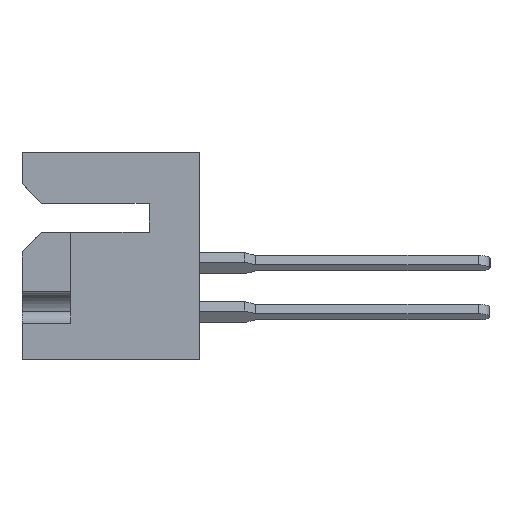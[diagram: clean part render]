
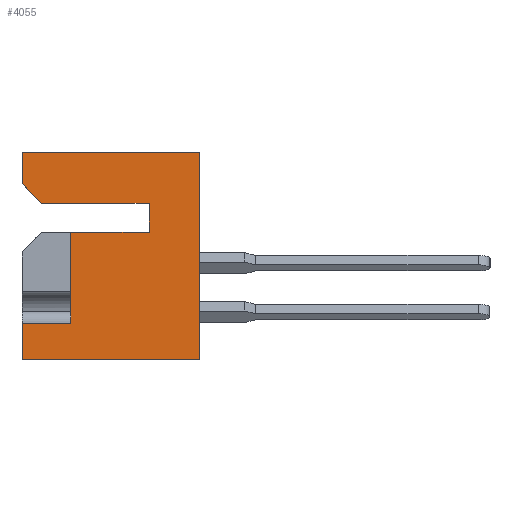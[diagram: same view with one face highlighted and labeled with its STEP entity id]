
A CAD part, left-side view. The second image highlights one B-rep face of the part: STEP entity #4055.
In plain terms, the highlighted planar face has unit normal (-1, 0, 0).
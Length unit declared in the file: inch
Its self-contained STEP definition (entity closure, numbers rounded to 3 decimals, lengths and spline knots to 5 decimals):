
#39 = CARTESIAN_POINT ( 'NONE',  ( 0., 0.128, -0.205 ) ) ;
#192 = VECTOR ( 'NONE', #10209, 39.37008 ) ;
#235 = VECTOR ( 'NONE', #9506, 39.37008 ) ;
#238 = DIRECTION ( 'NONE',  ( 0., 0., 1. ) ) ;
#287 = CARTESIAN_POINT ( 'NONE',  ( 0., 0.453, 0. ) ) ;
#317 = EDGE_CURVE ( 'NONE', #13821, #11791, #7704, .T. ) ;
#416 = LINE ( 'NONE', #12269, #15079 ) ;
#646 = CARTESIAN_POINT ( 'NONE',  ( 0., 0.453, 0. ) ) ;
#864 = DIRECTION ( 'NONE',  ( 0., -0.707, -0.707 ) ) ;
#1188 = LINE ( 'NONE', #12229, #15850 ) ;
#1424 = CARTESIAN_POINT ( 'NONE',  ( 0., 0.453, 0. ) ) ;
#1612 = LINE ( 'NONE', #14425, #2402 ) ;
#1794 = LINE ( 'NONE', #14914, #15050 ) ;
#2208 = VECTOR ( 'NONE', #5720, 39.37008 ) ;
#2402 = VECTOR ( 'NONE', #6971, 39.37008 ) ;
#2860 = EDGE_CURVE ( 'NONE', #13821, #14609, #4025, .T. ) ;
#3042 = CARTESIAN_POINT ( 'NONE',  ( 0., 0.453, 0. ) ) ;
#3158 = LINE ( 'NONE', #287, #192 ) ;
#3610 = LINE ( 'NONE', #3042, #235 ) ;
#3857 = ORIENTED_EDGE ( 'NONE', *, *, #9632, .F. ) ;
#3931 = ORIENTED_EDGE ( 'NONE', *, *, #13691, .T. ) ;
#3959 = CARTESIAN_POINT ( 'NONE',  ( 0., 0., -0.531 ) ) ;
#4025 = LINE ( 'NONE', #11631, #14725 ) ;
#4055 = ADVANCED_FACE ( 'NONE', ( #15657 ), #4694, .F. ) ;
#4200 = ORIENTED_EDGE ( 'NONE', *, *, #13788, .T. ) ;
#4528 = CARTESIAN_POINT ( 'NONE',  ( 0., 0., 0. ) ) ;
#4694 = PLANE ( 'NONE',  #15503 ) ;
#4756 = VERTEX_POINT ( 'NONE', #3959 ) ;
#4848 = VECTOR ( 'NONE', #11539, 39.37008 ) ;
#5377 = DIRECTION ( 'NONE',  ( 0., 0., 1. ) ) ;
#5427 = ORIENTED_EDGE ( 'NONE', *, *, #9556, .F. ) ;
#5720 = DIRECTION ( 'NONE',  ( 0., 1., 0. ) ) ;
#5863 = CARTESIAN_POINT ( 'NONE',  ( 0., 0.453, 0. ) ) ;
#6027 = DIRECTION ( 'NONE',  ( 0., 0., 1. ) ) ;
#6348 = CARTESIAN_POINT ( 'NONE',  ( 0., 0.328, -0.437 ) ) ;
#6766 = ORIENTED_EDGE ( 'NONE', *, *, #9910, .T. ) ;
#6971 = DIRECTION ( 'NONE',  ( 0., 1., 0. ) ) ;
#7244 = VERTEX_POINT ( 'NONE', #39 ) ;
#7465 = ORIENTED_EDGE ( 'NONE', *, *, #8888, .F. ) ;
#7634 = VERTEX_POINT ( 'NONE', #7929 ) ;
#7704 = LINE ( 'NONE', #11050, #15991 ) ;
#7738 = CARTESIAN_POINT ( 'NONE',  ( 0., 0.403, -0.131 ) ) ;
#7751 = CARTESIAN_POINT ( 'NONE',  ( 0., 0.128, -0.131 ) ) ;
#7910 = CARTESIAN_POINT ( 'NONE',  ( 0., 0.453, -0.531 ) ) ;
#7922 = VERTEX_POINT ( 'NONE', #4528 ) ;
#7929 = CARTESIAN_POINT ( 'NONE',  ( 0., 0.453, -0.081 ) ) ;
#8334 = VERTEX_POINT ( 'NONE', #7910 ) ;
#8888 = EDGE_CURVE ( 'NONE', #8334, #11791, #11322, .T. ) ;
#9045 = ORIENTED_EDGE ( 'NONE', *, *, #317, .T. ) ;
#9294 = ORIENTED_EDGE ( 'NONE', *, *, #10957, .F. ) ;
#9506 = DIRECTION ( 'NONE',  ( 0., -1., 0. ) ) ;
#9556 = EDGE_CURVE ( 'NONE', #7244, #9918, #15876, .T. ) ;
#9632 = EDGE_CURVE ( 'NONE', #16145, #7922, #3610, .T. ) ;
#9910 = EDGE_CURVE ( 'NONE', #7634, #14023, #416, .T. ) ;
#9918 = VERTEX_POINT ( 'NONE', #11002 ) ;
#10209 = DIRECTION ( 'NONE',  ( 0., 0., 1. ) ) ;
#10957 = EDGE_CURVE ( 'NONE', #7634, #16145, #3158, .T. ) ;
#11002 = CARTESIAN_POINT ( 'NONE',  ( 0., 0.128, -0.131 ) ) ;
#11050 = CARTESIAN_POINT ( 'NONE',  ( 0., 0.328, -0.437 ) ) ;
#11101 = DIRECTION ( 'NONE',  ( 0., 1., 0. ) ) ;
#11322 = LINE ( 'NONE', #1424, #4848 ) ;
#11539 = DIRECTION ( 'NONE',  ( 0., 0., 1. ) ) ;
#11631 = CARTESIAN_POINT ( 'NONE',  ( 0., 0.328, -0.205 ) ) ;
#11791 = VERTEX_POINT ( 'NONE', #11853 ) ;
#11853 = CARTESIAN_POINT ( 'NONE',  ( 0., 0.453, -0.437 ) ) ;
#11914 = VECTOR ( 'NONE', #238, 39.37008 ) ;
#12229 = CARTESIAN_POINT ( 'NONE',  ( 0., 0.453, -0.531 ) ) ;
#12269 = CARTESIAN_POINT ( 'NONE',  ( 0., 0.403, -0.131 ) ) ;
#12649 = EDGE_CURVE ( 'NONE', #7244, #14609, #1612, .T. ) ;
#12816 = CARTESIAN_POINT ( 'NONE',  ( 0., 0.328, -0.205 ) ) ;
#13049 = EDGE_CURVE ( 'NONE', #9918, #14023, #13083, .T. ) ;
#13083 = LINE ( 'NONE', #13140, #2208 ) ;
#13140 = CARTESIAN_POINT ( 'NONE',  ( 0., 0.128, -0.131 ) ) ;
#13530 = DIRECTION ( 'NONE',  ( 1., 0., 0. ) ) ;
#13691 = EDGE_CURVE ( 'NONE', #8334, #4756, #1188, .T. ) ;
#13788 = EDGE_CURVE ( 'NONE', #4756, #7922, #1794, .T. ) ;
#13821 = VERTEX_POINT ( 'NONE', #6348 ) ;
#13990 = ORIENTED_EDGE ( 'NONE', *, *, #13049, .F. ) ;
#14023 = VERTEX_POINT ( 'NONE', #7738 ) ;
#14425 = CARTESIAN_POINT ( 'NONE',  ( 0., 0.128, -0.205 ) ) ;
#14609 = VERTEX_POINT ( 'NONE', #12816 ) ;
#14725 = VECTOR ( 'NONE', #5377, 39.37008 ) ;
#14742 = DIRECTION ( 'NONE',  ( 0., -1., 0. ) ) ;
#14797 = DIRECTION ( 'NONE',  ( 0., 0., -1. ) ) ;
#14914 = CARTESIAN_POINT ( 'NONE',  ( 0., 0., 0. ) ) ;
#15050 = VECTOR ( 'NONE', #6027, 39.37008 ) ;
#15079 = VECTOR ( 'NONE', #864, 39.37008 ) ;
#15503 = AXIS2_PLACEMENT_3D ( 'NONE', #5863, #13530, #14797 ) ;
#15638 = EDGE_LOOP ( 'NONE', ( #9045, #7465, #3931, #4200, #3857, #9294, #6766, #13990, #5427, #16017, #16401 ) ) ;
#15657 = FACE_OUTER_BOUND ( 'NONE', #15638, .T. ) ;
#15850 = VECTOR ( 'NONE', #14742, 39.37008 ) ;
#15876 = LINE ( 'NONE', #7751, #11914 ) ;
#15991 = VECTOR ( 'NONE', #11101, 39.37008 ) ;
#16017 = ORIENTED_EDGE ( 'NONE', *, *, #12649, .T. ) ;
#16145 = VERTEX_POINT ( 'NONE', #646 ) ;
#16401 = ORIENTED_EDGE ( 'NONE', *, *, #2860, .F. ) ;
